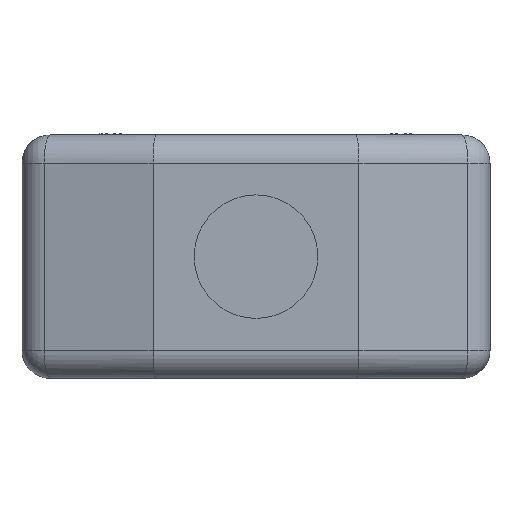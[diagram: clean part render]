
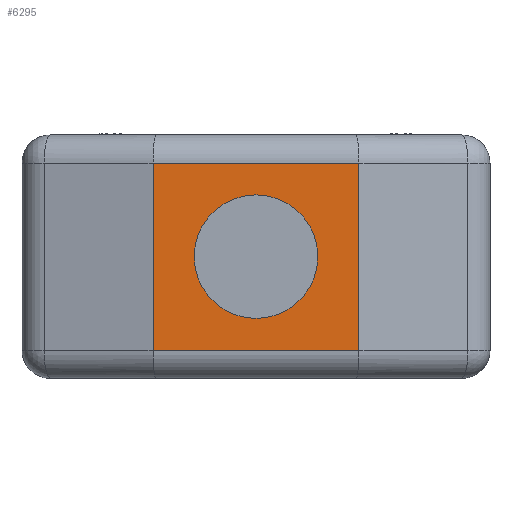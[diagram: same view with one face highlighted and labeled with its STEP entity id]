
A CAD part, left-side view. The second image highlights one B-rep face of the part: STEP entity #6295.
In plain terms, the highlighted planar face has unit normal (-1, 0, 0).
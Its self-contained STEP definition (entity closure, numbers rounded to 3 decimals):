
#85 = CIRCLE ( 'NONE', #3558, 3.3 ) ;
#205 = VERTEX_POINT ( 'NONE', #5235 ) ;
#383 = LINE ( 'NONE', #3849, #5909 ) ;
#634 = DIRECTION ( 'NONE',  ( -1., 0., 0. ) ) ;
#1254 = CARTESIAN_POINT ( 'NONE',  ( -35.3, 5.5, 6.5 ) ) ;
#1268 = CARTESIAN_POINT ( 'NONE',  ( -35.3, 0., 0. ) ) ;
#1572 = LINE ( 'NONE', #1254, #7773 ) ;
#1588 = EDGE_CURVE ( 'NONE', #4090, #205, #4985, .T. ) ;
#2022 = CARTESIAN_POINT ( 'NONE',  ( -35.3, -5.5, -5. ) ) ;
#2117 = LINE ( 'NONE', #11154, #9608 ) ;
#2389 = DIRECTION ( 'NONE',  ( 0., 0., 1. ) ) ;
#2532 = AXIS2_PLACEMENT_3D ( 'NONE', #8997, #634, #2389 ) ;
#2655 = CARTESIAN_POINT ( 'NONE',  ( -35.3, 5.5, 5. ) ) ;
#2737 = EDGE_LOOP ( 'NONE', ( #10967 ) ) ;
#3507 = EDGE_CURVE ( 'NONE', #5062, #4090, #1572, .T. ) ;
#3558 = AXIS2_PLACEMENT_3D ( 'NONE', #1268, #6880, #11425 ) ;
#3849 = CARTESIAN_POINT ( 'NONE',  ( -35.3, 0., 5. ) ) ;
#3950 = EDGE_CURVE ( 'NONE', #6825, #5062, #383, .T. ) ;
#3967 = DIRECTION ( 'NONE',  ( 0., 1., 0. ) ) ;
#4032 = DIRECTION ( 'NONE',  ( 0., 0., -1. ) ) ;
#4090 = VERTEX_POINT ( 'NONE', #10507 ) ;
#4356 = VERTEX_POINT ( 'NONE', #10371 ) ;
#4451 = PLANE ( 'NONE',  #2532 ) ;
#4827 = ORIENTED_EDGE ( 'NONE', *, *, #5253, .F. ) ;
#4985 = LINE ( 'NONE', #2022, #7694 ) ;
#5062 = VERTEX_POINT ( 'NONE', #2655 ) ;
#5164 = FACE_BOUND ( 'NONE', #2737, .T. ) ;
#5235 = CARTESIAN_POINT ( 'NONE',  ( -35.3, -5.5, -5. ) ) ;
#5253 = EDGE_CURVE ( 'NONE', #6825, #205, #2117, .T. ) ;
#5909 = VECTOR ( 'NONE', #3967, 1000. ) ;
#6295 = ADVANCED_FACE ( 'NONE', ( #5164, #8036 ), #4451, .T. ) ;
#6671 = DIRECTION ( 'NONE',  ( 0., -1., 0. ) ) ;
#6825 = VERTEX_POINT ( 'NONE', #11327 ) ;
#6880 = DIRECTION ( 'NONE',  ( -1., 0., 0. ) ) ;
#7036 = ORIENTED_EDGE ( 'NONE', *, *, #3950, .T. ) ;
#7368 = ORIENTED_EDGE ( 'NONE', *, *, #1588, .T. ) ;
#7646 = EDGE_CURVE ( 'NONE', #4356, #4356, #85, .T. ) ;
#7694 = VECTOR ( 'NONE', #6671, 1000. ) ;
#7773 = VECTOR ( 'NONE', #4032, 1000. ) ;
#8036 = FACE_OUTER_BOUND ( 'NONE', #11939, .T. ) ;
#8282 = ORIENTED_EDGE ( 'NONE', *, *, #3507, .T. ) ;
#8997 = CARTESIAN_POINT ( 'NONE',  ( -35.3, 0., 6.5 ) ) ;
#9608 = VECTOR ( 'NONE', #10223, 1000. ) ;
#10223 = DIRECTION ( 'NONE',  ( 0., 0., -1. ) ) ;
#10371 = CARTESIAN_POINT ( 'NONE',  ( -35.3, 0., 3.3 ) ) ;
#10507 = CARTESIAN_POINT ( 'NONE',  ( -35.3, 5.5, -5. ) ) ;
#10967 = ORIENTED_EDGE ( 'NONE', *, *, #7646, .F. ) ;
#11154 = CARTESIAN_POINT ( 'NONE',  ( -35.3, -5.5, 6.5 ) ) ;
#11327 = CARTESIAN_POINT ( 'NONE',  ( -35.3, -5.5, 5. ) ) ;
#11425 = DIRECTION ( 'NONE',  ( 0., 0., 1. ) ) ;
#11939 = EDGE_LOOP ( 'NONE', ( #8282, #7368, #4827, #7036 ) ) ;
